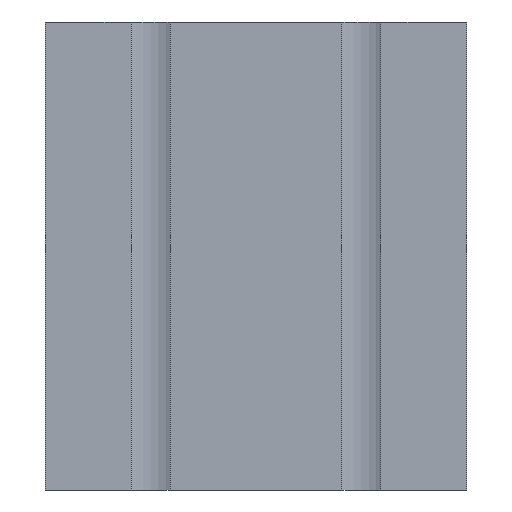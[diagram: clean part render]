
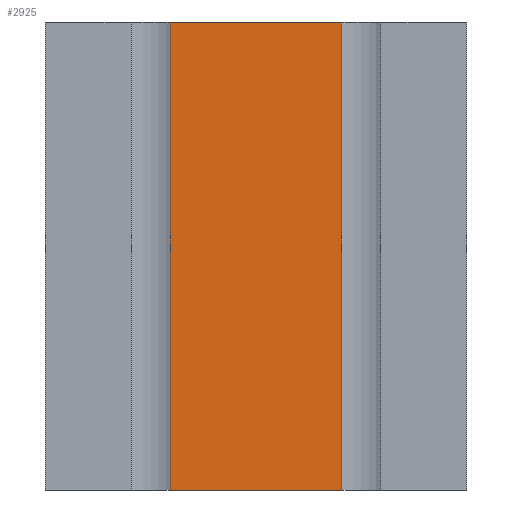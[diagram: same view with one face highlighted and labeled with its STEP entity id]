
A CAD part, left-side view. The second image highlights one B-rep face of the part: STEP entity #2925.
In plain terms, the highlighted planar face has unit normal (-1, 0, 0).
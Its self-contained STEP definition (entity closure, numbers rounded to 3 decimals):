
#2869=CARTESIAN_POINT('',(-7.524,34.923,100.0));
#2870=VERTEX_POINT('',#2869);
#2877=CARTESIAN_POINT('',(-7.524,34.923,0.0));
#2878=VERTEX_POINT('',#2877);
#2879=CARTESIAN_POINT('',(-7.524,34.923,0.0));
#2880=DIRECTION('',(0.0,0.0,1.0));
#2881=VECTOR('',#2880,100.0);
#2882=LINE('',#2879,#2881);
#2883=EDGE_CURVE('',#2878,#2870,#2882,.T.);
#2895=CARTESIAN_POINT('',(-7.524,34.923,0.0));
#2896=DIRECTION('',(-1.0,0.0,0.0));
#2897=DIRECTION('',(0.0,0.0,1.0));
#2898=AXIS2_PLACEMENT_3D('',#2895,#2896,#2897);
#2899=PLANE('',#2898);
#2900=CARTESIAN_POINT('',(-7.524,71.623,100.0));
#2901=VERTEX_POINT('',#2900);
#2902=CARTESIAN_POINT('',(-7.524,34.923,100.0));
#2903=DIRECTION('',(0.0,1.0,0.0));
#2904=VECTOR('',#2903,36.7);
#2905=LINE('',#2902,#2904);
#2906=EDGE_CURVE('',#2870,#2901,#2905,.T.);
#2907=ORIENTED_EDGE('',*,*,#2906,.T.);
#2908=CARTESIAN_POINT('',(-7.524,71.623,0.0));
#2909=VERTEX_POINT('',#2908);
#2910=CARTESIAN_POINT('',(-7.524,71.623,0.0));
#2911=DIRECTION('',(0.0,0.0,1.0));
#2912=VECTOR('',#2911,100.0);
#2913=LINE('',#2910,#2912);
#2914=EDGE_CURVE('',#2909,#2901,#2913,.T.);
#2915=ORIENTED_EDGE('',*,*,#2914,.F.);
#2916=CARTESIAN_POINT('',(-7.524,71.623,0.0));
#2917=DIRECTION('',(0.0,-1.0,0.0));
#2918=VECTOR('',#2917,36.7);
#2919=LINE('',#2916,#2918);
#2920=EDGE_CURVE('',#2909,#2878,#2919,.T.);
#2921=ORIENTED_EDGE('',*,*,#2920,.T.);
#2922=ORIENTED_EDGE('',*,*,#2883,.T.);
#2923=EDGE_LOOP('',(#2907,#2915,#2921,#2922));
#2924=FACE_OUTER_BOUND('',#2923,.T.);
#2925=ADVANCED_FACE('',(#2924),#2899,.T.);
